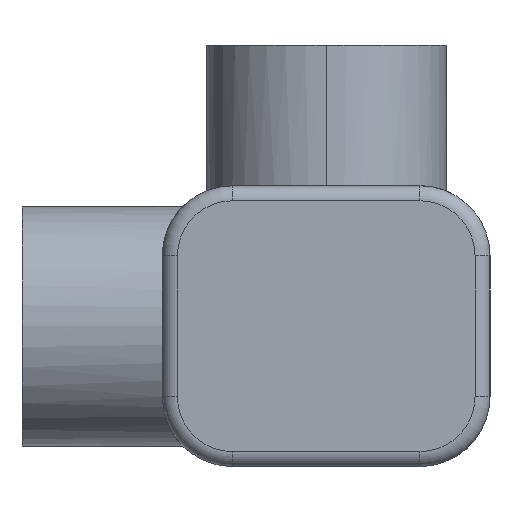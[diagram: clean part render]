
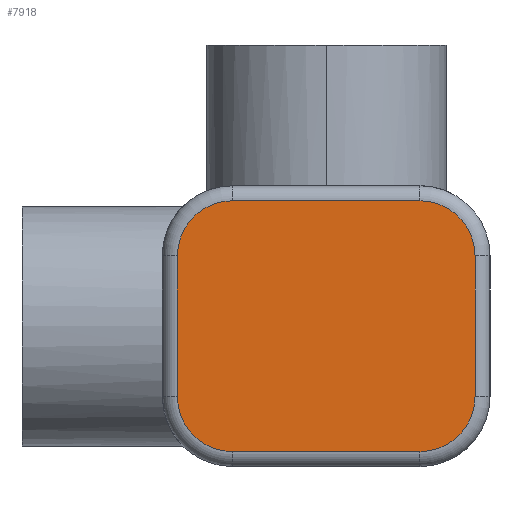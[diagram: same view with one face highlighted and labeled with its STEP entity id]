
A CAD part, left-side view. The second image highlights one B-rep face of the part: STEP entity #7918.
In plain terms, the highlighted planar face has unit normal (-1, 0, 0).
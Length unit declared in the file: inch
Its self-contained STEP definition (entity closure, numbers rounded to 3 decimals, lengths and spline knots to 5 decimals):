
#27 = CARTESIAN_POINT ( 'NONE',  ( -1.295, 0.2505, -0.335 ) ) ;
#40 = CARTESIAN_POINT ( 'NONE',  ( -1.295, 0.3975, -0.188 ) ) ;
#104 = VECTOR ( 'NONE', #1459, 39.37008 ) ;
#245 = CARTESIAN_POINT ( 'NONE',  ( -1.295, -0.2505, 0.188 ) ) ;
#291 = AXIS2_PLACEMENT_3D ( 'NONE', #9102, #4835, #4140 ) ;
#309 = ORIENTED_EDGE ( 'NONE', *, *, #6275, .T. ) ;
#311 = EDGE_CURVE ( 'NONE', #2052, #2080, #4470, .T. ) ;
#454 = EDGE_CURVE ( 'NONE', #3287, #1921, #8101, .T. ) ;
#527 = EDGE_CURVE ( 'NONE', #7180, #2382, #10172, .T. ) ;
#658 = EDGE_CURVE ( 'NONE', #7889, #3479, #2420, .T. ) ;
#1125 = VECTOR ( 'NONE', #8642, 39.37008 ) ;
#1442 = ORIENTED_EDGE ( 'NONE', *, *, #9910, .T. ) ;
#1459 = DIRECTION ( 'NONE',  ( 0., -1., 0. ) ) ;
#1718 = AXIS2_PLACEMENT_3D ( 'NONE', #245, #4334, #6656 ) ;
#1921 = VERTEX_POINT ( 'NONE', #4371 ) ;
#1993 = LINE ( 'NONE', #7817, #2640 ) ;
#2052 = VERTEX_POINT ( 'NONE', #9713 ) ;
#2080 = VERTEX_POINT ( 'NONE', #10683 ) ;
#2227 = CARTESIAN_POINT ( 'NONE',  ( -1.295, -0.2505, -0.335 ) ) ;
#2339 = ORIENTED_EDGE ( 'NONE', *, *, #5420, .T. ) ;
#2382 = VERTEX_POINT ( 'NONE', #7574 ) ;
#2420 = CIRCLE ( 'NONE', #5331, 0.147 ) ;
#2640 = VECTOR ( 'NONE', #6148, 39.37008 ) ;
#2808 = CARTESIAN_POINT ( 'NONE',  ( -1.295, 0.2505, -0.188 ) ) ;
#3161 = ORIENTED_EDGE ( 'NONE', *, *, #4969, .T. ) ;
#3287 = VERTEX_POINT ( 'NONE', #10451 ) ;
#3295 = DIRECTION ( 'NONE',  ( 0., 1., 0. ) ) ;
#3417 = VECTOR ( 'NONE', #3295, 39.37008 ) ;
#3479 = VERTEX_POINT ( 'NONE', #27 ) ;
#3716 = DIRECTION ( 'NONE',  ( -1., 0., 0. ) ) ;
#3754 = CARTESIAN_POINT ( 'NONE',  ( -1.295, -0.2505, -0.188 ) ) ;
#3781 = ORIENTED_EDGE ( 'NONE', *, *, #311, .T. ) ;
#3898 = LINE ( 'NONE', #7173, #104 ) ;
#4140 = DIRECTION ( 'NONE',  ( 0., 0., 1. ) ) ;
#4334 = DIRECTION ( 'NONE',  ( -1., 0., 0. ) ) ;
#4371 = CARTESIAN_POINT ( 'NONE',  ( -1.295, -0.2505, 0.335 ) ) ;
#4429 = LINE ( 'NONE', #9667, #1125 ) ;
#4470 = CIRCLE ( 'NONE', #10511, 0.147 ) ;
#4835 = DIRECTION ( 'NONE',  ( -1., 0., 0. ) ) ;
#4969 = EDGE_CURVE ( 'NONE', #2382, #3287, #1993, .T. ) ;
#5331 = AXIS2_PLACEMENT_3D ( 'NONE', #2808, #3716, #7046 ) ;
#5420 = EDGE_CURVE ( 'NONE', #2080, #7889, #4429, .T. ) ;
#5711 = CARTESIAN_POINT ( 'NONE',  ( -1.295, 0.2505, 0.335 ) ) ;
#5751 = PLANE ( 'NONE',  #291 ) ;
#5805 = FACE_OUTER_BOUND ( 'NONE', #9828, .T. ) ;
#6023 = ORIENTED_EDGE ( 'NONE', *, *, #454, .T. ) ;
#6148 = DIRECTION ( 'NONE',  ( 0., 0., 1. ) ) ;
#6275 = EDGE_CURVE ( 'NONE', #3479, #7180, #3898, .T. ) ;
#6453 = DIRECTION ( 'NONE',  ( -1., 0., 0. ) ) ;
#6656 = DIRECTION ( 'NONE',  ( 0., 0., 1. ) ) ;
#6931 = DIRECTION ( 'NONE',  ( 0., 0., 1. ) ) ;
#7046 = DIRECTION ( 'NONE',  ( 0., 0., 1. ) ) ;
#7173 = CARTESIAN_POINT ( 'NONE',  ( -1.295, -0.2505, -0.335 ) ) ;
#7180 = VERTEX_POINT ( 'NONE', #2227 ) ;
#7574 = CARTESIAN_POINT ( 'NONE',  ( -1.295, -0.3975, -0.188 ) ) ;
#7817 = CARTESIAN_POINT ( 'NONE',  ( -1.295, -0.3975, 0.188 ) ) ;
#7889 = VERTEX_POINT ( 'NONE', #40 ) ;
#7918 = ADVANCED_FACE ( 'NONE', ( #5805 ), #5751, .T. ) ;
#8101 = CIRCLE ( 'NONE', #1718, 0.147 ) ;
#8123 = CARTESIAN_POINT ( 'NONE',  ( -1.295, 0.2505, 0.188 ) ) ;
#8642 = DIRECTION ( 'NONE',  ( 0., 0., -1. ) ) ;
#8731 = ORIENTED_EDGE ( 'NONE', *, *, #527, .T. ) ;
#9102 = CARTESIAN_POINT ( 'NONE',  ( -1.295, 0., 0. ) ) ;
#9667 = CARTESIAN_POINT ( 'NONE',  ( -1.295, 0.3975, -0.188 ) ) ;
#9696 = DIRECTION ( 'NONE',  ( 0., 0., 1. ) ) ;
#9713 = CARTESIAN_POINT ( 'NONE',  ( -1.295, 0.2505, 0.335 ) ) ;
#9768 = ORIENTED_EDGE ( 'NONE', *, *, #658, .T. ) ;
#9822 = AXIS2_PLACEMENT_3D ( 'NONE', #3754, #10234, #6931 ) ;
#9828 = EDGE_LOOP ( 'NONE', ( #6023, #1442, #3781, #2339, #9768, #309, #8731, #3161 ) ) ;
#9910 = EDGE_CURVE ( 'NONE', #1921, #2052, #9925, .T. ) ;
#9925 = LINE ( 'NONE', #5711, #3417 ) ;
#10172 = CIRCLE ( 'NONE', #9822, 0.147 ) ;
#10234 = DIRECTION ( 'NONE',  ( -1., 0., 0. ) ) ;
#10451 = CARTESIAN_POINT ( 'NONE',  ( -1.295, -0.3975, 0.188 ) ) ;
#10511 = AXIS2_PLACEMENT_3D ( 'NONE', #8123, #6453, #9696 ) ;
#10683 = CARTESIAN_POINT ( 'NONE',  ( -1.295, 0.3975, 0.188 ) ) ;
